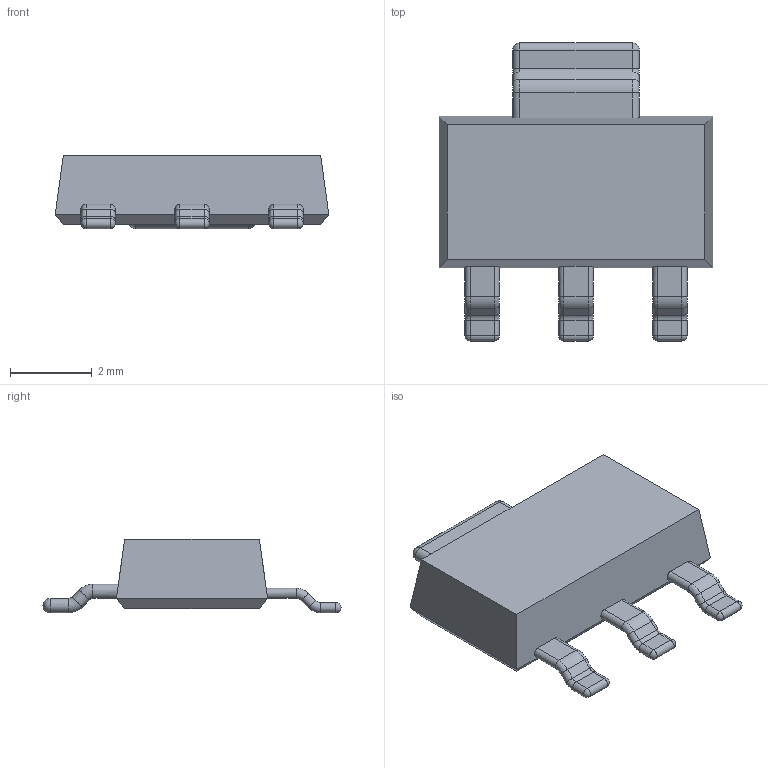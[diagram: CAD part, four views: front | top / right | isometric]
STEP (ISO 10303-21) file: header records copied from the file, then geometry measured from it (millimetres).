
FILE_DESCRIPTION(('STEP AP203'), '1');
FILE_NAME('SOT-223', '', ('UNSPECIFIED'), ('UNSPECIFIED'), 'C3D Converter', 'C3D Toolkit', '');
FILE_SCHEMA(('CONFIG_CONTROL_DESIGN'));
Length unit declared in the file: millimetre
Bounding box: 6.7 x 7.3 x 1.8 mm (x, y, z)
Volume: 41.8 mm3; surface area: 100.6 mm2
Topology: 1 solids, 1 shells, 102 faces, 292 edges, 204 vertices
Faces by surface type: cylinder 44, plane 34, torus 16, sphere 8
Entity records: 4151 total; most frequent: CARTESIAN_POINT 619, DIRECTION 582, ORIENTED_EDGE 528, EDGE_CURVE 264, AXIS2_PLACEMENT_3D 227, VERTEX_POINT 164, LINE 128, VECTOR 128
